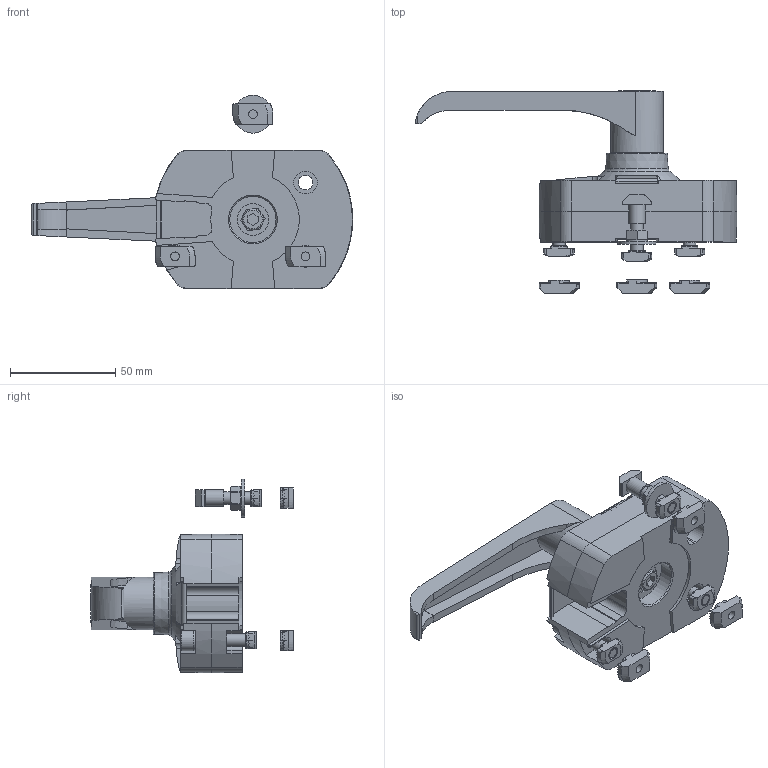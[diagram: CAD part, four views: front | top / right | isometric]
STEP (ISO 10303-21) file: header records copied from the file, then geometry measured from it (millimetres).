
FILE_DESCRIPTION( ( 'STEP AP214' ), '1' );
FILE_NAME( '0957504.stp', '2020-09-16T14:11:16', ( 'License CC BY-ND 4.0' ), ( 'CADENAS' ), ' ', 'PARTsolutions', ' ' );
FILE_SCHEMA( ( 'AUTOMOTIVE_DESIGN { 1 0 10303 214 1 1 1 1 }' ) );
Length unit declared in the file: millimetre
Products named in the file (7): 0957504; _0957504_part1; _0957504_part2; _0957504_part3; _0957504_part4; _0957504_part5; _0957504_part6
Assembly tree (10 placements, depth 2):
  0957504
    _0957504_part1
    _0957504_part2
    _0957504_part3
    _0957504_part4  x3
    _0957504_part5  x3
    _0957504_part6
Bounding box: 152.69 x 96.2 x 91.91 mm (x, y, z)
Volume: 177732 mm3; surface area: 47545.9 mm2
Topology: 10 solids, 11 shells, 720 faces, 1925 edges, 1258 vertices
Faces by surface type: plane 483, cylinder 167, bspline 26, torus 25, cone 17, sphere 2
Full cylindrical faces by diameter (mm): 4.134 x3, 4.917 x3, 6 x5, 6.4 x2, 6.9 x3, 7.8 x1, 9.8 x2, 10 x4, 12.5 x1, 15 x2, 15.1 x1, 18 x1, 22 x2, 25 x1
Entity records: 17763 total; most frequent: CARTESIAN_POINT 3063, DIRECTION 2259, ORIENTED_EDGE 2226, EDGE_CURVE 1113, AXIS2_PLACEMENT_3D 812, VERTEX_POINT 758, LINE 635, VECTOR 635
